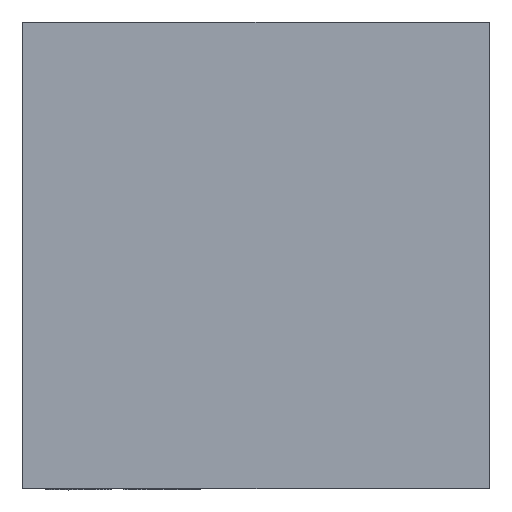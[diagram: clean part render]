
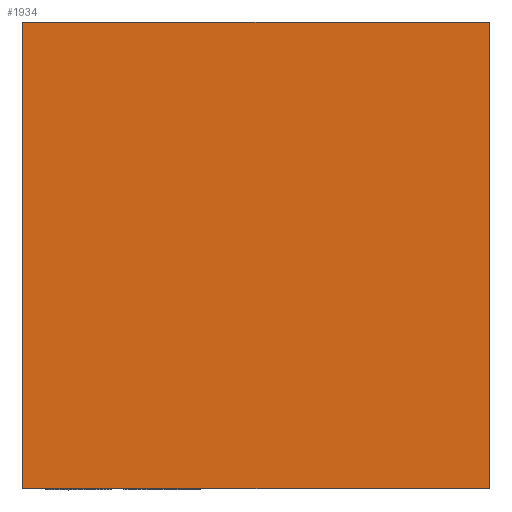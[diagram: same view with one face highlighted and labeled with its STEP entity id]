
A CAD part, top view. The second image highlights one B-rep face of the part: STEP entity #1934.
In plain terms, the highlighted planar face has unit normal (0, 0, 1).
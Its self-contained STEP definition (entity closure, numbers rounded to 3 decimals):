
#840=VERTEX_POINT('',#841);
#841=CARTESIAN_POINT('',(1.5,-1.495,2.02));
#847=EDGE_CURVE('',#840,#848,#850,.F.);
#848=VERTEX_POINT('',#849);
#849=CARTESIAN_POINT('',(-1.5,-1.495,2.02));
#850=LINE('',#851,#852);
#851=CARTESIAN_POINT('',(-1.5,-1.495,2.02));
#852=VECTOR('',#853,1.0);
#853=DIRECTION('',(1.0,0.0,0.0));
#1863=VERTEX_POINT('',#1864);
#1864=CARTESIAN_POINT('',(1.5,1.505,2.02));
#1870=EDGE_CURVE('',#1863,#840,#1871,.F.);
#1871=LINE('',#1872,#1873);
#1872=CARTESIAN_POINT('',(1.5,1.505,2.02));
#1873=VECTOR('',#1874,1.0);
#1874=DIRECTION('',(0.,1.0,0.0));
#1894=VERTEX_POINT('',#1895);
#1895=CARTESIAN_POINT('',(-1.5,1.505,2.02));
#1901=EDGE_CURVE('',#1894,#1863,#1902,.F.);
#1902=LINE('',#1903,#1904);
#1903=CARTESIAN_POINT('',(-1.5,1.505,2.02));
#1904=VECTOR('',#1905,1.0);
#1905=DIRECTION('',(-1.0,0.0,0.0));
#1923=EDGE_CURVE('',#848,#1894,#1924,.F.);
#1924=LINE('',#1925,#1926);
#1925=CARTESIAN_POINT('',(-1.5,1.505,2.02));
#1926=VECTOR('',#1927,1.0);
#1927=DIRECTION('',(0.,-1.0,0.0));
#1934=ADVANCED_FACE('',(#1935),#1941,.T.);
#1935=FACE_BOUND('',#1936,.T.);
#1936=EDGE_LOOP('',(#1937,#1938,#1939,#1940));
#1937=ORIENTED_EDGE('',*,*,#1870,.F.);
#1938=ORIENTED_EDGE('',*,*,#1901,.F.);
#1939=ORIENTED_EDGE('',*,*,#1923,.F.);
#1940=ORIENTED_EDGE('',*,*,#847,.F.);
#1941=PLANE('',#1942);
#1942=AXIS2_PLACEMENT_3D('',#1943,#1944,#1945);
#1943=CARTESIAN_POINT('',(0.0,0.005,2.02));
#1944=DIRECTION('',(0.0,0.0,1.0));
#1945=DIRECTION('',(1.0,0.0,0.0));
